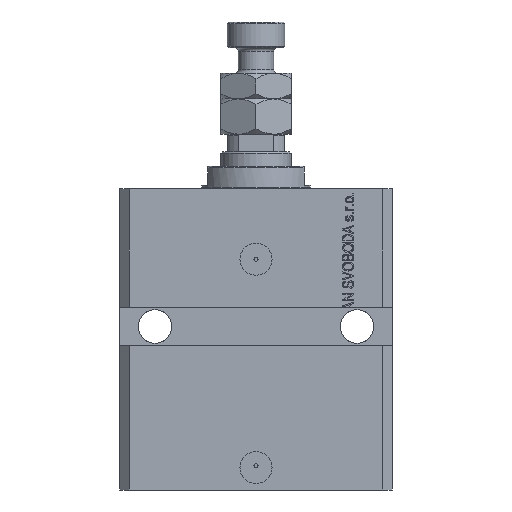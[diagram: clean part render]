
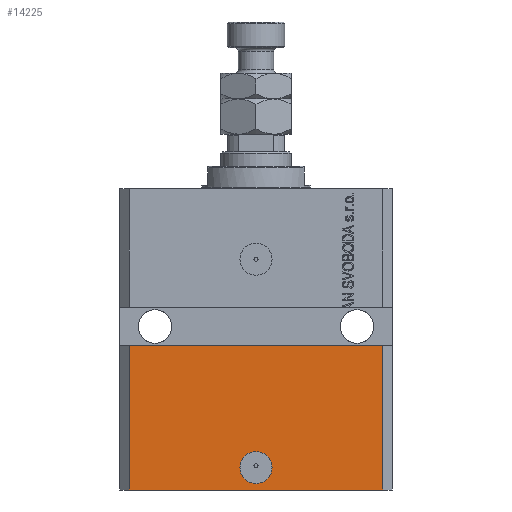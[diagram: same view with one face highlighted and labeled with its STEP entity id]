
A CAD part, front view. The second image highlights one B-rep face of the part: STEP entity #14225.
In plain terms, the highlighted planar face has unit normal (0, -1, 0).
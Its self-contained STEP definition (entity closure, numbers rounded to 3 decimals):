
#571 = CARTESIAN_POINT ( 'NONE',  ( -39.5, -31.5, -94. ) ) ;
#892 = AXIS2_PLACEMENT_3D ( 'NONE', #35862, #17172, #5958 ) ;
#2422 = VERTEX_POINT ( 'NONE', #22083 ) ;
#3562 = FACE_BOUND ( 'NONE', #22025, .T. ) ;
#4425 = VECTOR ( 'NONE', #44424, 1000. ) ;
#5013 = VECTOR ( 'NONE', #28707, 1000. ) ;
#5278 = CARTESIAN_POINT ( 'NONE',  ( 39.5, -31.5, -49. ) ) ;
#5667 = EDGE_CURVE ( 'NONE', #17583, #13173, #11054, .T. ) ;
#5958 = DIRECTION ( 'NONE',  ( 1., 0., 0. ) ) ;
#6179 = LINE ( 'NONE', #20635, #18696 ) ;
#9284 = EDGE_CURVE ( 'NONE', #31852, #2422, #19968, .T. ) ;
#10841 = ORIENTED_EDGE ( 'NONE', *, *, #39107, .F. ) ;
#11054 = LINE ( 'NONE', #38670, #42854 ) ;
#11278 = PLANE ( 'NONE',  #40757 ) ;
#12561 = EDGE_LOOP ( 'NONE', ( #27070, #40848, #35288, #39255 ) ) ;
#13173 = VERTEX_POINT ( 'NONE', #5278 ) ;
#13521 = LINE ( 'NONE', #31468, #5013 ) ;
#13797 = CARTESIAN_POINT ( 'NONE',  ( -39.5, -31.5, -94. ) ) ;
#14225 = ADVANCED_FACE ( 'NONE', ( #3562, #41896 ), #11278, .T. ) ;
#14898 = ORIENTED_EDGE ( 'NONE', *, *, #9284, .F. ) ;
#15344 = VERTEX_POINT ( 'NONE', #42955 ) ;
#17172 = DIRECTION ( 'NONE',  ( 0., -1., 0. ) ) ;
#17583 = VERTEX_POINT ( 'NONE', #23071 ) ;
#18696 = VECTOR ( 'NONE', #35825, 1000. ) ;
#18746 = DIRECTION ( 'NONE',  ( 0., -1., 0. ) ) ;
#19002 = DIRECTION ( 'NONE',  ( 0., 0., -1. ) ) ;
#19968 = CIRCLE ( 'NONE', #892, 5. ) ;
#20485 = DIRECTION ( 'NONE',  ( 0., -1., 0. ) ) ;
#20635 = CARTESIAN_POINT ( 'NONE',  ( -39.5, -31.5, -94. ) ) ;
#22025 = EDGE_LOOP ( 'NONE', ( #10841, #14898 ) ) ;
#22083 = CARTESIAN_POINT ( 'NONE',  ( 5., -31.5, -87. ) ) ;
#22814 = VERTEX_POINT ( 'NONE', #40720 ) ;
#23071 = CARTESIAN_POINT ( 'NONE',  ( -39.5, -31.5, -49. ) ) ;
#23994 = EDGE_CURVE ( 'NONE', #15344, #22814, #25743, .T. ) ;
#24955 = DIRECTION ( 'NONE',  ( 1., 0., 0. ) ) ;
#25743 = LINE ( 'NONE', #13797, #4425 ) ;
#27070 = ORIENTED_EDGE ( 'NONE', *, *, #5667, .F. ) ;
#28707 = DIRECTION ( 'NONE',  ( 0., 0., 1. ) ) ;
#30551 = CIRCLE ( 'NONE', #42481, 5. ) ;
#31206 = CARTESIAN_POINT ( 'NONE',  ( 0., -31.5, -87. ) ) ;
#31468 = CARTESIAN_POINT ( 'NONE',  ( 39.5, -31.5, -94. ) ) ;
#31852 = VERTEX_POINT ( 'NONE', #35256 ) ;
#35256 = CARTESIAN_POINT ( 'NONE',  ( -5., -31.5, -87. ) ) ;
#35288 = ORIENTED_EDGE ( 'NONE', *, *, #23994, .T. ) ;
#35825 = DIRECTION ( 'NONE',  ( 0., 0., 1. ) ) ;
#35862 = CARTESIAN_POINT ( 'NONE',  ( 0., -31.5, -87. ) ) ;
#36259 = EDGE_CURVE ( 'NONE', #22814, #13173, #13521, .T. ) ;
#38670 = CARTESIAN_POINT ( 'NONE',  ( -42.5, -31.5, -49. ) ) ;
#39107 = EDGE_CURVE ( 'NONE', #2422, #31852, #30551, .T. ) ;
#39255 = ORIENTED_EDGE ( 'NONE', *, *, #36259, .T. ) ;
#40720 = CARTESIAN_POINT ( 'NONE',  ( 39.5, -31.5, -94. ) ) ;
#40757 = AXIS2_PLACEMENT_3D ( 'NONE', #571, #18746, #19002 ) ;
#40848 = ORIENTED_EDGE ( 'NONE', *, *, #41348, .F. ) ;
#41348 = EDGE_CURVE ( 'NONE', #15344, #17583, #6179, .T. ) ;
#41896 = FACE_OUTER_BOUND ( 'NONE', #12561, .T. ) ;
#42401 = DIRECTION ( 'NONE',  ( 1., 0., 0. ) ) ;
#42481 = AXIS2_PLACEMENT_3D ( 'NONE', #31206, #20485, #24955 ) ;
#42854 = VECTOR ( 'NONE', #42401, 1000. ) ;
#42955 = CARTESIAN_POINT ( 'NONE',  ( -39.5, -31.5, -94. ) ) ;
#44424 = DIRECTION ( 'NONE',  ( 1., 0., 0. ) ) ;
